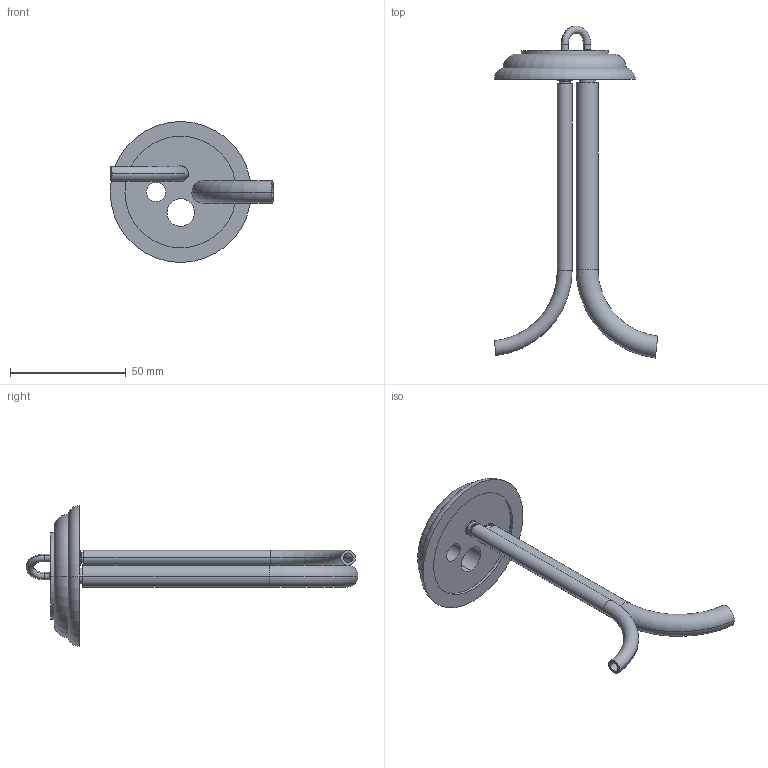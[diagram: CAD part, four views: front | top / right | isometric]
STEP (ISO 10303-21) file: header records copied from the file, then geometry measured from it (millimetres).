
FILE_DESCRIPTION((''),'2;1');
FILE_NAME('6-028_SW0001','2010-11-19T',('project'),(''),'PRO/ENGINEER BY PARAMETRIC TECHNOLOGY CORPORATION, 2009300','PRO/ENGINEER BY PARAMETRIC TECHNOLOGY CORPORATION, 2009300','');
FILE_SCHEMA(('CONFIG_CONTROL_DESIGN'));
Length unit declared in the file: inch
Products named in the file (1): 6-028_SW0001
Bounding box: 70.71 x 143.56 x 60.96 mm (x, y, z)
Surface area: 20345.3 mm2 (no closed solid volume)
Topology: 0 solids, 9 shells, 157 faces, 458 edges, 304 vertices
Faces by surface type: cylinder 59, plane 44, cone 24, torus 22, bspline 8
Entity records: 7556 total; most frequent: CARTESIAN_POINT 3539, DIRECTION 808, ORIENTED_EDGE 781, EDGE_CURVE 458, AXIS2_PLACEMENT_3D 331, VERTEX_POINT 304, EDGE_LOOP 182, CIRCLE 182
